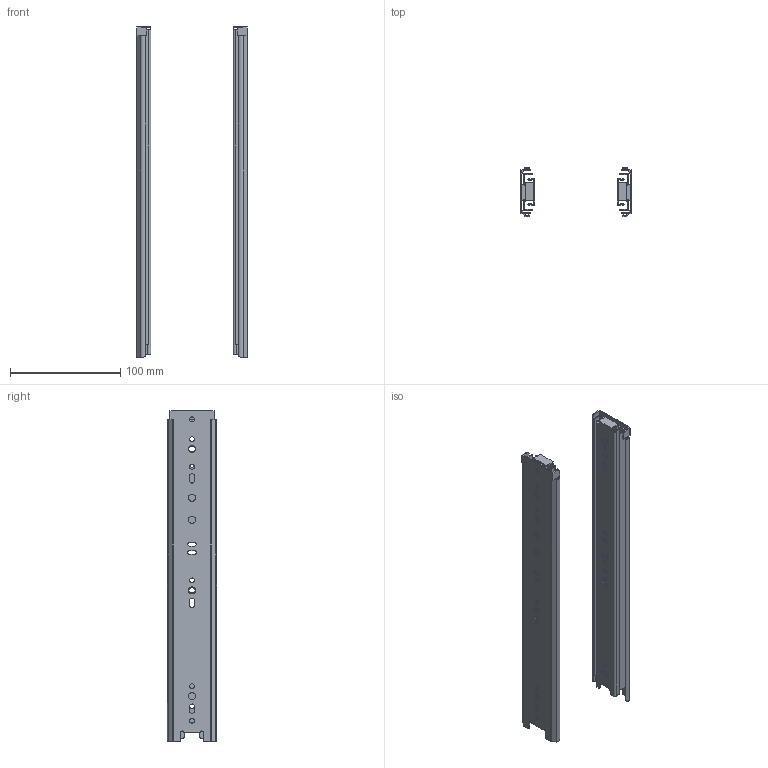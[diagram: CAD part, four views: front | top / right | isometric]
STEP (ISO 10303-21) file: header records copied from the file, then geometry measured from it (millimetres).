
FILE_DESCRIPTION( ( 'STEP AP214' ), '1' );
FILE_NAME( 'K1569.03001000.stp', '2020-12-15T11:25:17', ( 'License CC BY-ND 4.0' ), ( 'CADENAS' ), ' ', 'PARTsolutions', ' ' );
FILE_SCHEMA( ( 'AUTOMOTIVE_DESIGN { 1 0 10303 214 1 1 1 1 }' ) );
Length unit declared in the file: millimetre
Products named in the file (4): K1569.03001000; _k1569_schiene300; _k1569_schiene1300; _k1569_auszug300
Assembly tree (6 placements, depth 2):
  K1569.03001000
    _k1569_schiene300  x2
    _k1569_schiene1300  x2
    _k1569_auszug300  x2
Bounding box: 100 x 44.5 x 300 mm (x, y, z)
Volume: 76011.5 mm3; surface area: 158180.7 mm2
Topology: 6 solids, 6 shells, 390 faces, 1160 edges, 776 vertices
Faces by surface type: plane 230, cylinder 160
Full cylindrical faces by diameter (mm): 4.4 x14, 4.6 x4, 6.4 x10
Entity records: 8182 total; most frequent: CARTESIAN_POINT 1172, DIRECTION 1110, ORIENTED_EDGE 1104, EDGE_CURVE 552, LINE 390, VECTOR 390, VERTEX_POINT 374, AXIS2_PLACEMENT_3D 360
